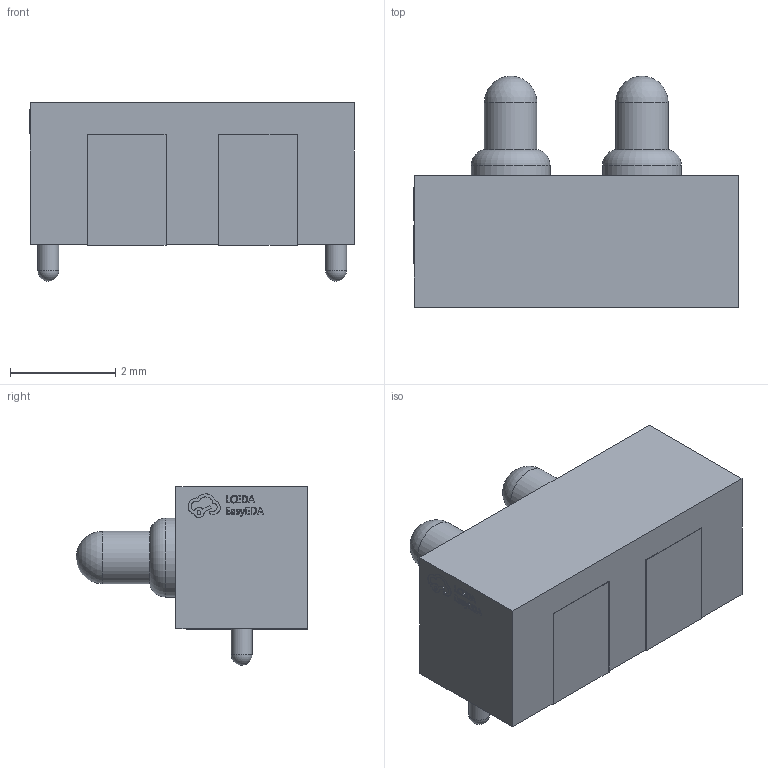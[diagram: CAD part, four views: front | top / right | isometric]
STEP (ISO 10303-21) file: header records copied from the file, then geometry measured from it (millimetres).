
FILE_DESCRIPTION(/* description */ ('Designed by EasyEDA Pro'),/* implementation_level */ '2;1');
FILE_NAME(/* name */ 'POGOPING_2.54_2P_WT.step',/* time_stamp */ '2025-03-31T17:55:11+08:00',/* author */ (''),/* organization */ (''),/* preprocessor_version */ 'ST-DEVELOPER v20.1',/* originating_system */ 'Autodesk Translation Framework v14.4.0.0',/* authorisation */ '');
FILE_SCHEMA (('AUTOMOTIVE_DESIGN { 1 0 10303 214 3 1 1 }'));
Length unit declared in the file: millimetre
Products named in the file (3): GTKJ-PCBModel; GTKJ-Board; GTKJ-U1-CONN-SMD_YZ10815044F-02025-01
Assembly tree (2 placements, depth 2):
  GTKJ-PCBModel
    GTKJ-Board
    GTKJ-U1-CONN-SMD_YZ10815044F-02025-01
Bounding box: 6.19 x 4.41 x 3.4 mm (x, y, z)
Volume: 45.6 mm3; surface area: 90.4 mm2
Topology: 1 solids, 1 shells, 253 faces, 692 edges, 460 vertices
Faces by surface type: plane 140, bspline 101, cylinder 6, sphere 4, torus 2
Full cylindrical faces by diameter (mm): 0.4 x2, 1 x2, 1.5 x2
Entity records: 8806 total; most frequent: CARTESIAN_POINT 2777, ORIENTED_EDGE 1376, DIRECTION 937, EDGE_CURVE 688, LINE 467, VECTOR 467, VERTEX_POINT 460, EDGE_LOOP 276
